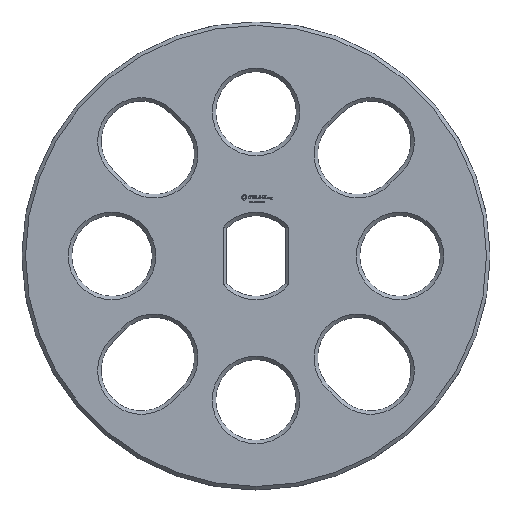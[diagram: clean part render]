
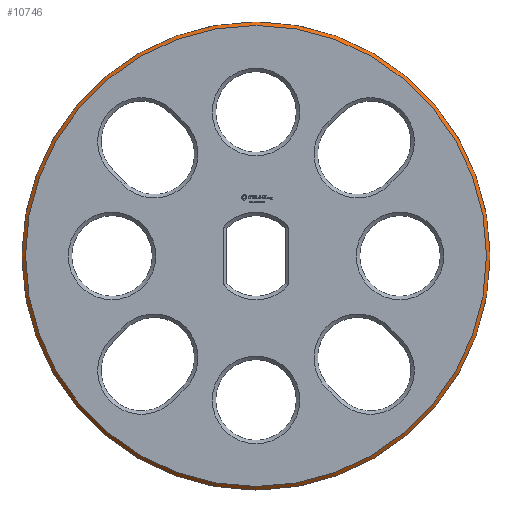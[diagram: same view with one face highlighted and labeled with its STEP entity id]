
A CAD part, top view. The second image highlights one B-rep face of the part: STEP entity #10746.
In plain terms, the highlighted conical face has half-angle 45 degrees and reference radius 20.312 mm.
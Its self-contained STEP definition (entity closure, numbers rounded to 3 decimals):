
#21 = EDGE_CURVE('',#22,#22,#24,.T.);
#22 = VERTEX_POINT('',#23);
#23 = CARTESIAN_POINT('',(20.013,0.,3.125));
#24 = SURFACE_CURVE('',#25,(#30,#42),.PCURVE_S1.);
#25 = CIRCLE('',#26,20.013);
#26 = AXIS2_PLACEMENT_3D('',#27,#28,#29);
#27 = CARTESIAN_POINT('',(0.,0.,3.125));
#28 = DIRECTION('',(0.,0.,-1.));
#29 = DIRECTION('',(1.,0.,0.));
#30 = PCURVE('',#31,#36);
#31 = PLANE('',#32);
#32 = AXIS2_PLACEMENT_3D('',#33,#34,#35);
#33 = CARTESIAN_POINT('',(0.,0.,3.125));
#34 = DIRECTION('',(0.,0.,-1.));
#35 = DIRECTION('',(1.,0.,0.));
#36 = DEFINITIONAL_REPRESENTATION('',(#37),#41);
#37 = CIRCLE('',#38,20.013);
#38 = AXIS2_PLACEMENT_2D('',#39,#40);
#39 = CARTESIAN_POINT('',(0.,0.));
#40 = DIRECTION('',(1.,0.));
#41 = ( GEOMETRIC_REPRESENTATION_CONTEXT(2) 
PARAMETRIC_REPRESENTATION_CONTEXT() REPRESENTATION_CONTEXT('2D SPACE',''
  ) );
#42 = PCURVE('',#43,#48);
#43 = CONICAL_SURFACE('',#44,20.313,0.785);
#44 = AXIS2_PLACEMENT_3D('',#45,#46,#47);
#45 = CARTESIAN_POINT('',(0.,0.,2.825));
#46 = DIRECTION('',(0.,0.,-1.));
#47 = DIRECTION('',(1.,0.,0.));
#48 = DEFINITIONAL_REPRESENTATION('',(#49),#53);
#49 = LINE('',#50,#51);
#50 = CARTESIAN_POINT('',(0.,-0.3));
#51 = VECTOR('',#52,1.);
#52 = DIRECTION('',(1.,-0.));
#53 = ( GEOMETRIC_REPRESENTATION_CONTEXT(2) 
PARAMETRIC_REPRESENTATION_CONTEXT() REPRESENTATION_CONTEXT('2D SPACE',''
  ) );
#10746 = ADVANCED_FACE('',(#10747),#43,.T.);
#10747 = FACE_BOUND('',#10748,.F.);
#10748 = EDGE_LOOP('',(#10749,#10778,#10799,#10800));
#10749 = ORIENTED_EDGE('',*,*,#10750,.T.);
#10750 = EDGE_CURVE('',#10751,#10751,#10753,.T.);
#10751 = VERTEX_POINT('',#10752);
#10752 = CARTESIAN_POINT('',(20.313,0.,2.825));
#10753 = SURFACE_CURVE('',#10754,(#10759,#10766),.PCURVE_S1.);
#10754 = CIRCLE('',#10755,20.313);
#10755 = AXIS2_PLACEMENT_3D('',#10756,#10757,#10758);
#10756 = CARTESIAN_POINT('',(0.,0.,2.825));
#10757 = DIRECTION('',(0.,0.,-1.));
#10758 = DIRECTION('',(1.,0.,0.));
#10759 = PCURVE('',#43,#10760);
#10760 = DEFINITIONAL_REPRESENTATION('',(#10761),#10765);
#10761 = LINE('',#10762,#10763);
#10762 = CARTESIAN_POINT('',(0.,-0.));
#10763 = VECTOR('',#10764,1.);
#10764 = DIRECTION('',(1.,-0.));
#10765 = ( GEOMETRIC_REPRESENTATION_CONTEXT(2) 
PARAMETRIC_REPRESENTATION_CONTEXT() REPRESENTATION_CONTEXT('2D SPACE',''
  ) );
#10766 = PCURVE('',#10767,#10772);
#10767 = CYLINDRICAL_SURFACE('',#10768,20.313);
#10768 = AXIS2_PLACEMENT_3D('',#10769,#10770,#10771);
#10769 = CARTESIAN_POINT('',(0.,0.,2.325));
#10770 = DIRECTION('',(0.,0.,1.));
#10771 = DIRECTION('',(1.,0.,0.));
#10772 = DEFINITIONAL_REPRESENTATION('',(#10773),#10777);
#10773 = LINE('',#10774,#10775);
#10774 = CARTESIAN_POINT('',(-0.,0.5));
#10775 = VECTOR('',#10776,1.);
#10776 = DIRECTION('',(-1.,0.));
#10777 = ( GEOMETRIC_REPRESENTATION_CONTEXT(2) 
PARAMETRIC_REPRESENTATION_CONTEXT() REPRESENTATION_CONTEXT('2D SPACE',''
  ) );
#10778 = ORIENTED_EDGE('',*,*,#10779,.T.);
#10779 = EDGE_CURVE('',#10751,#22,#10780,.T.);
#10780 = SEAM_CURVE('',#10781,(#10785,#10792),.PCURVE_S1.);
#10781 = LINE('',#10782,#10783);
#10782 = CARTESIAN_POINT('',(20.313,0.,2.825));
#10783 = VECTOR('',#10784,1.);
#10784 = DIRECTION('',(-0.707,0.,
    0.707));
#10785 = PCURVE('',#43,#10786);
#10786 = DEFINITIONAL_REPRESENTATION('',(#10787),#10791);
#10787 = LINE('',#10788,#10789);
#10788 = CARTESIAN_POINT('',(0.,-0.));
#10789 = VECTOR('',#10790,1.);
#10790 = DIRECTION('',(0.,-1.));
#10791 = ( GEOMETRIC_REPRESENTATION_CONTEXT(2) 
PARAMETRIC_REPRESENTATION_CONTEXT() REPRESENTATION_CONTEXT('2D SPACE',''
  ) );
#10792 = PCURVE('',#43,#10793);
#10793 = DEFINITIONAL_REPRESENTATION('',(#10794),#10798);
#10794 = LINE('',#10795,#10796);
#10795 = CARTESIAN_POINT('',(6.283,-0.));
#10796 = VECTOR('',#10797,1.);
#10797 = DIRECTION('',(0.,-1.));
#10798 = ( GEOMETRIC_REPRESENTATION_CONTEXT(2) 
PARAMETRIC_REPRESENTATION_CONTEXT() REPRESENTATION_CONTEXT('2D SPACE',''
  ) );
#10799 = ORIENTED_EDGE('',*,*,#21,.F.);
#10800 = ORIENTED_EDGE('',*,*,#10779,.F.);
